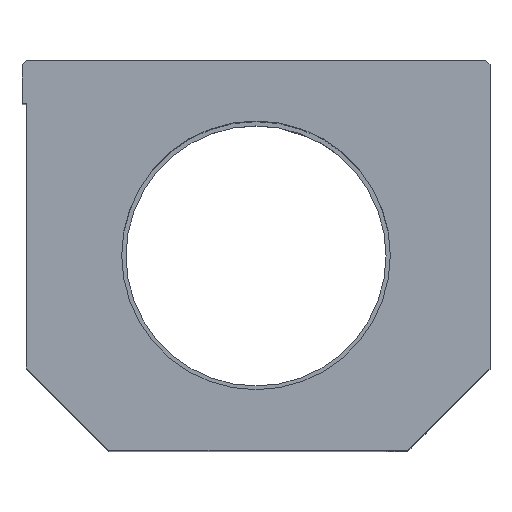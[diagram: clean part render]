
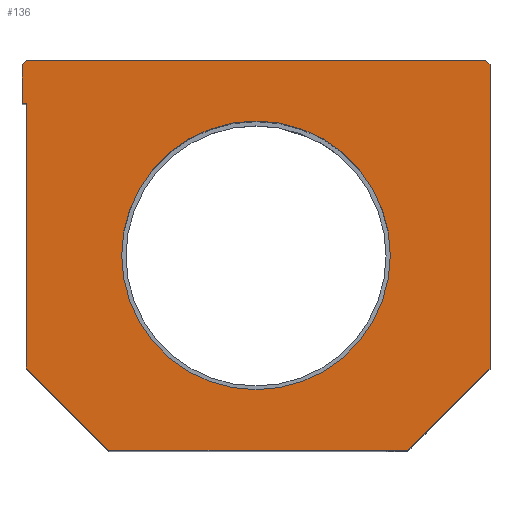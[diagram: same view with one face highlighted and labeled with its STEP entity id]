
A CAD part, top view. The second image highlights one B-rep face of the part: STEP entity #136.
In plain terms, the highlighted planar face has unit normal (0, 0, 1).
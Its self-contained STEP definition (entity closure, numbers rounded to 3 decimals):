
#136 = ADVANCED_FACE( '', ( #276, #277 ), #278, .T. );
#276 = FACE_BOUND( '', #419, .T. );
#277 = FACE_OUTER_BOUND( '', #420, .T. );
#278 = PLANE( '', #421 );
#419 = EDGE_LOOP( '', ( #884, #885 ) );
#420 = EDGE_LOOP( '', ( #886, #887, #888, #889, #890, #891, #892, #893, #894, #895 ) );
#421 = AXIS2_PLACEMENT_3D( '', #896, #897, #898 );
#884 = ORIENTED_EDGE( '', *, *, #1045, .T. );
#885 = ORIENTED_EDGE( '', *, *, #915, .T. );
#886 = ORIENTED_EDGE( '', *, *, #1046, .F. );
#887 = ORIENTED_EDGE( '', *, *, #1062, .F. );
#888 = ORIENTED_EDGE( '', *, *, #1059, .F. );
#889 = ORIENTED_EDGE( '', *, *, #1026, .F. );
#890 = ORIENTED_EDGE( '', *, *, #1031, .F. );
#891 = ORIENTED_EDGE( '', *, *, #1055, .F. );
#892 = ORIENTED_EDGE( '', *, *, #1020, .F. );
#893 = ORIENTED_EDGE( '', *, *, #1024, .F. );
#894 = ORIENTED_EDGE( '', *, *, #1053, .F. );
#895 = ORIENTED_EDGE( '', *, *, #1050, .F. );
#896 = CARTESIAN_POINT( '', ( 0., 0., 176. ) );
#897 = DIRECTION( '', ( 0., 0., 1. ) );
#898 = DIRECTION( '', ( 1., 0., 0. ) );
#915 = EDGE_CURVE( '', #1067, #1064, #1068, .T. );
#1020 = EDGE_CURVE( '', #1249, #1251, #1252, .T. );
#1024 = EDGE_CURVE( '', #1256, #1249, #1258, .T. );
#1026 = EDGE_CURVE( '', #1259, #1261, #1262, .T. );
#1031 = EDGE_CURVE( '', #1268, #1259, #1270, .T. );
#1045 = EDGE_CURVE( '', #1064, #1067, #1284, .T. );
#1046 = EDGE_CURVE( '', #1285, #1286, #1287, .T. );
#1050 = EDGE_CURVE( '', #1286, #1293, #1294, .T. );
#1053 = EDGE_CURVE( '', #1293, #1256, #1298, .T. );
#1055 = EDGE_CURVE( '', #1251, #1268, #1300, .T. );
#1059 = EDGE_CURVE( '', #1261, #1305, #1306, .T. );
#1062 = EDGE_CURVE( '', #1305, #1285, #1310, .T. );
#1064 = VERTEX_POINT( '', #1312 );
#1067 = VERTEX_POINT( '', #1316 );
#1068 = CIRCLE( '', #1317, 31. );
#1249 = VERTEX_POINT( '', #1600 );
#1251 = VERTEX_POINT( '', #1603 );
#1252 = LINE( '', #1604, #1605 );
#1256 = VERTEX_POINT( '', #1611 );
#1258 = LINE( '', #1614, #1615 );
#1259 = VERTEX_POINT( '', #1616 );
#1261 = VERTEX_POINT( '', #1619 );
#1262 = LINE( '', #1620, #1621 );
#1268 = VERTEX_POINT( '', #1630 );
#1270 = LINE( '', #1633, #1634 );
#1284 = CIRCLE( '', #1648, 31. );
#1285 = VERTEX_POINT( '', #1649 );
#1286 = VERTEX_POINT( '', #1650 );
#1287 = LINE( '', #1651, #1652 );
#1293 = VERTEX_POINT( '', #1661 );
#1294 = LINE( '', #1662, #1663 );
#1298 = LINE( '', #1669, #1670 );
#1300 = LINE( '', #1673, #1674 );
#1305 = VERTEX_POINT( '', #1682 );
#1306 = LINE( '', #1683, #1684 );
#1310 = LINE( '', #1690, #1691 );
#1312 = CARTESIAN_POINT( '', ( 0., 76., 176. ) );
#1316 = CARTESIAN_POINT( '', ( 0., 14., 176. ) );
#1317 = AXIS2_PLACEMENT_3D( '', #1695, #1696, #1697 );
#1600 = CARTESIAN_POINT( '', ( 54., 19., 176. ) );
#1603 = CARTESIAN_POINT( '', ( 35., 0., 176. ) );
#1604 = CARTESIAN_POINT( '', ( 35., 0., 176. ) );
#1605 = VECTOR( '', #1898, 1. );
#1611 = CARTESIAN_POINT( '', ( 54., 89., 176. ) );
#1614 = CARTESIAN_POINT( '', ( 54., 19., 176. ) );
#1615 = VECTOR( '', #1902, 1. );
#1616 = CARTESIAN_POINT( '', ( -53., 19., 176. ) );
#1619 = CARTESIAN_POINT( '', ( -53., 80., 176. ) );
#1620 = CARTESIAN_POINT( '', ( -53., 80., 176. ) );
#1621 = VECTOR( '', #1904, 1. );
#1630 = CARTESIAN_POINT( '', ( -34., 0., 176. ) );
#1633 = CARTESIAN_POINT( '', ( -53., 19., 176. ) );
#1634 = VECTOR( '', #1909, 1. );
#1648 = AXIS2_PLACEMENT_3D( '', #1949, #1950, #1951 );
#1649 = CARTESIAN_POINT( '', ( -54., 89., 176. ) );
#1650 = CARTESIAN_POINT( '', ( -53., 90., 176. ) );
#1651 = CARTESIAN_POINT( '', ( -53., 90., 176. ) );
#1652 = VECTOR( '', #1952, 1. );
#1661 = CARTESIAN_POINT( '', ( 53., 90., 176. ) );
#1662 = CARTESIAN_POINT( '', ( 53., 90., 176. ) );
#1663 = VECTOR( '', #1956, 1. );
#1669 = CARTESIAN_POINT( '', ( 54., 89., 176. ) );
#1670 = VECTOR( '', #1959, 1. );
#1673 = CARTESIAN_POINT( '', ( -34., 0., 176. ) );
#1674 = VECTOR( '', #1961, 1. );
#1682 = CARTESIAN_POINT( '', ( -54., 80., 176. ) );
#1683 = CARTESIAN_POINT( '', ( -54., 80., 176. ) );
#1684 = VECTOR( '', #1965, 1. );
#1690 = CARTESIAN_POINT( '', ( -54., 89., 176. ) );
#1691 = VECTOR( '', #1968, 1. );
#1695 = CARTESIAN_POINT( '', ( 0., 45., 176. ) );
#1696 = DIRECTION( '', ( 0., 0., -1. ) );
#1697 = DIRECTION( '', ( 0., 1., 0. ) );
#1898 = DIRECTION( '', ( -0.707, -0.707, 0. ) );
#1902 = DIRECTION( '', ( 0., -1., 0. ) );
#1904 = DIRECTION( '', ( 0., 1., 0. ) );
#1909 = DIRECTION( '', ( -0.707, 0.707, 0. ) );
#1949 = CARTESIAN_POINT( '', ( 0., 45., 176. ) );
#1950 = DIRECTION( '', ( 0., 0., -1. ) );
#1951 = DIRECTION( '', ( 0., 1., 0. ) );
#1952 = DIRECTION( '', ( 0.707, 0.707, 0. ) );
#1956 = DIRECTION( '', ( 1., 0., 0. ) );
#1959 = DIRECTION( '', ( 0.707, -0.707, 0. ) );
#1961 = DIRECTION( '', ( -1., 0., 0. ) );
#1965 = DIRECTION( '', ( -1., 0., 0. ) );
#1968 = DIRECTION( '', ( 0., 1., 0. ) );
